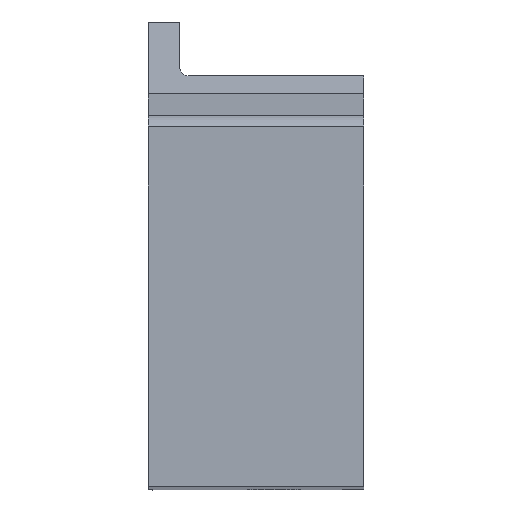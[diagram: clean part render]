
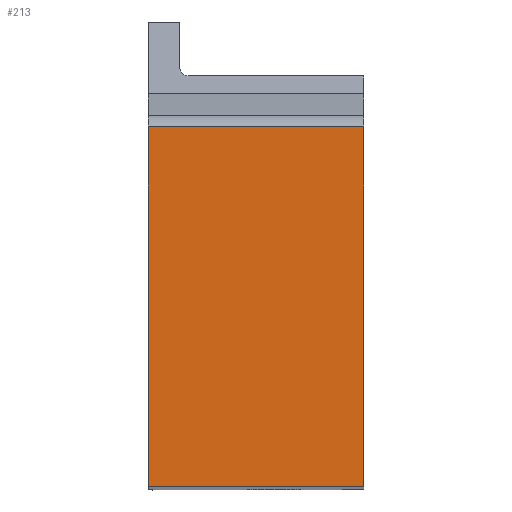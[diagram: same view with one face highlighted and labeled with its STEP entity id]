
A CAD part, top view. The second image highlights one B-rep face of the part: STEP entity #213.
In plain terms, the highlighted planar face has unit normal (0, 0, 1).
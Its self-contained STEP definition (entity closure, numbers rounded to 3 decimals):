
#213=ADVANCED_FACE('',(#392),#307,.T.);
#307=PLANE('',#2902);
#392=FACE_OUTER_BOUND('',#520,.T.);
#520=EDGE_LOOP('',(#991,#992,#993,#994));
#991=ORIENTED_EDGE('',*,*,#1830,.T.);
#992=ORIENTED_EDGE('',*,*,#1824,.T.);
#993=ORIENTED_EDGE('',*,*,#1721,.T.);
#994=ORIENTED_EDGE('',*,*,#1836,.T.);
#1427=VERTEX_POINT('',#4574);
#1428=VERTEX_POINT('',#4576);
#1502=VERTEX_POINT('',#4844);
#1506=VERTEX_POINT('',#4856);
#1721=EDGE_CURVE('',#1428,#1427,#2356,.T.);
#1824=EDGE_CURVE('',#1502,#1428,#2416,.T.);
#1830=EDGE_CURVE('',#1506,#1502,#2419,.T.);
#1836=EDGE_CURVE('',#1427,#1506,#2424,.T.);
#2356=LINE('',#4575,#2557);
#2416=LINE('',#4843,#2617);
#2419=LINE('',#4855,#2620);
#2424=LINE('',#4867,#2625);
#2557=VECTOR('',#3212,1.);
#2617=VECTOR('',#3398,1.);
#2620=VECTOR('',#3411,1.);
#2625=VECTOR('',#3424,1.);
#2902=AXIS2_PLACEMENT_3D('',#4869,#3427,#3428);
#3212=DIRECTION('',(0.,1.,0.));
#3398=DIRECTION('',(1.,0.,0.));
#3411=DIRECTION('',(0.,-1.,0.));
#3424=DIRECTION('',(-1.,0.,0.));
#3427=DIRECTION('',(0.,0.,1.));
#3428=DIRECTION('',(1.,0.,0.));
#4574=CARTESIAN_POINT('',(0.,20.,0.));
#4575=CARTESIAN_POINT('',(0.,0.,0.));
#4576=CARTESIAN_POINT('',(0.,0.,0.));
#4843=CARTESIAN_POINT('',(-12.,0.,0.));
#4844=CARTESIAN_POINT('',(-12.,0.,0.));
#4855=CARTESIAN_POINT('',(-12.,20.,0.));
#4856=CARTESIAN_POINT('',(-12.,20.,0.));
#4867=CARTESIAN_POINT('',(0.,20.,0.));
#4869=CARTESIAN_POINT('',(-6.,10.,0.));
